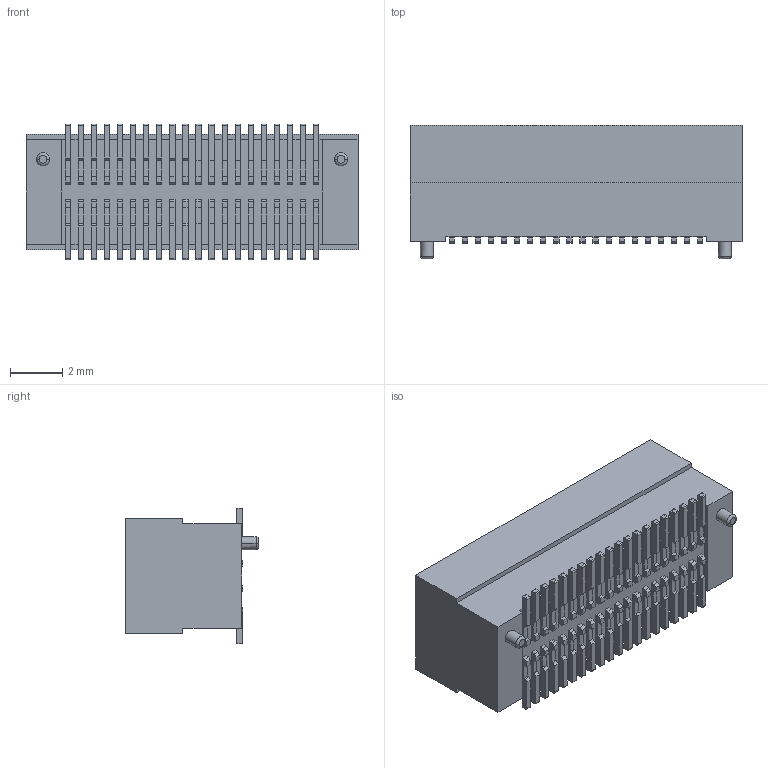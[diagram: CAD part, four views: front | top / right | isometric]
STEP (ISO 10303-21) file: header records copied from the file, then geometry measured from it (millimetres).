
FILE_DESCRIPTION((''),'2;1');
FILE_NAME('FBB05002-F40S1XX3K6MH40_REF','2025-08-07T14:19:37',('gongchengVV'),(''),'CREO PARAMETRIC BY PTC INC, 2020033','CREO PARAMETRIC BY PTC INC, 2020033','');
FILE_SCHEMA(('CONFIG_CONTROL_DESIGN'));
Length unit declared in the file: millimetre
Products named in the file (1): FBB05002-F40S1XX3K6MH40_REF
Bounding box: 12.7 x 5.1 x 5.2 mm (x, y, z)
Volume: 186.8 mm3; surface area: 691.4 mm2
Topology: 1 solids, 1 shells, 1582 faces, 4524 edges, 2988 vertices
Faces by surface type: plane 1494, cylinder 84, torus 4
Entity records: 50618 total; most frequent: CARTESIAN_POINT 9094, ORIENTED_EDGE 9048, DIRECTION 7872, EDGE_CURVE 4524, VECTOR 4340, LINE 4340, VERTEX_POINT 2988, AXIS2_PLACEMENT_3D 1766
